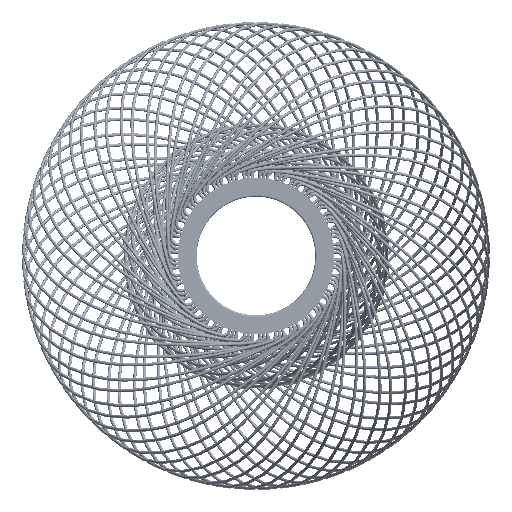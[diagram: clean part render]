
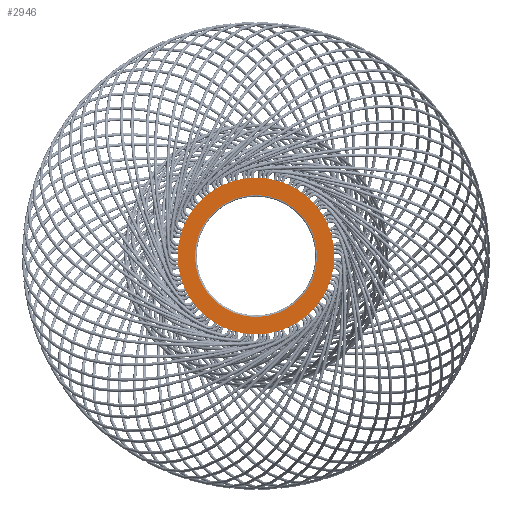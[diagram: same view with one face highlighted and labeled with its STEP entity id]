
A CAD part, front view. The second image highlights one B-rep face of the part: STEP entity #2946.
In plain terms, the highlighted planar face has unit normal (0, -1, 0).
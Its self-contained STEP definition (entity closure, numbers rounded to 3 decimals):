
#931 = ORIENTED_EDGE ( 'NONE', *, *, #8344, .T. ) ;
#932 = ORIENTED_EDGE ( 'NONE', *, *, #13213, .T. ) ;
#940 = ORIENTED_EDGE ( 'NONE', *, *, #8351, .F. ) ;
#941 = ORIENTED_EDGE ( 'NONE', *, *, #13210, .F. ) ;
#2651 = CIRCLE ( 'NONE', #6781, 101. ) ;
#2656 = CIRCLE ( 'NONE', #6787, 78.5 ) ;
#2750 = AXIS2_PLACEMENT_3D ( 'NONE', #9717, #9720, #9722 ) ;
#2946 = ADVANCED_FACE ( 'NONE', ( #10038, #10047 ), #9719, .T. ) ;
#5038 = CARTESIAN_POINT ( 'NONE',  ( 0., 0., 101. ) ) ;
#5040 = CARTESIAN_POINT ( 'NONE',  ( 0., 0., -101. ) ) ;
#5050 = CARTESIAN_POINT ( 'NONE',  ( 0., 0., -78.5 ) ) ;
#5052 = CARTESIAN_POINT ( 'NONE',  ( 0., 0., 78.5 ) ) ;
#6628 = AXIS2_PLACEMENT_3D ( 'NONE', #12608, #12609, #12610 ) ;
#6633 = AXIS2_PLACEMENT_3D ( 'NONE', #12627, #12628, #12629 ) ;
#6781 = AXIS2_PLACEMENT_3D ( 'NONE', #8862, #8864, #8865 ) ;
#6787 = AXIS2_PLACEMENT_3D ( 'NONE', #8866, #8873, #8874 ) ;
#8344 = EDGE_CURVE ( 'NONE', #13912, #13911, #12894, .T. ) ;
#8351 = EDGE_CURVE ( 'NONE', #13905, #13906, #12903, .T. ) ;
#8862 = CARTESIAN_POINT ( 'NONE',  ( 0., 0., 0. ) ) ;
#8864 = DIRECTION ( 'NONE',  ( 0., 1., 0. ) ) ;
#8865 = DIRECTION ( 'NONE',  ( 0., 0., 1. ) ) ;
#8866 = CARTESIAN_POINT ( 'NONE',  ( 0., 0., 0. ) ) ;
#8873 = DIRECTION ( 'NONE',  ( 0., 1., 0. ) ) ;
#8874 = DIRECTION ( 'NONE',  ( 0., 0., 1. ) ) ;
#9717 = CARTESIAN_POINT ( 'NONE',  ( 78.5, 0., 0. ) ) ;
#9719 = PLANE ( 'NONE',  #2750 ) ;
#9720 = DIRECTION ( 'NONE',  ( 0., -1., 0. ) ) ;
#9722 = DIRECTION ( 'NONE',  ( 0., 0., -1. ) ) ;
#10038 = FACE_BOUND ( 'NONE', #10726, .T. ) ;
#10047 = FACE_OUTER_BOUND ( 'NONE', #10728, .T. ) ;
#10726 = EDGE_LOOP ( 'NONE', ( #931, #932 ) ) ;
#10728 = EDGE_LOOP ( 'NONE', ( #940, #941 ) ) ;
#12608 = CARTESIAN_POINT ( 'NONE',  ( 0., 0., 0. ) ) ;
#12609 = DIRECTION ( 'NONE',  ( 0., 1., 0. ) ) ;
#12610 = DIRECTION ( 'NONE',  ( 0., 0., 1. ) ) ;
#12627 = CARTESIAN_POINT ( 'NONE',  ( 0., 0., 0. ) ) ;
#12628 = DIRECTION ( 'NONE',  ( 0., 1., 0. ) ) ;
#12629 = DIRECTION ( 'NONE',  ( 0., 0., 1. ) ) ;
#12894 = CIRCLE ( 'NONE', #6628, 78.5 ) ;
#12903 = CIRCLE ( 'NONE', #6633, 101. ) ;
#13210 = EDGE_CURVE ( 'NONE', #13906, #13905, #2651, .T. ) ;
#13213 = EDGE_CURVE ( 'NONE', #13911, #13912, #2656, .T. ) ;
#13905 = VERTEX_POINT ( 'NONE', #5038 ) ;
#13906 = VERTEX_POINT ( 'NONE', #5040 ) ;
#13911 = VERTEX_POINT ( 'NONE', #5050 ) ;
#13912 = VERTEX_POINT ( 'NONE', #5052 ) ;
